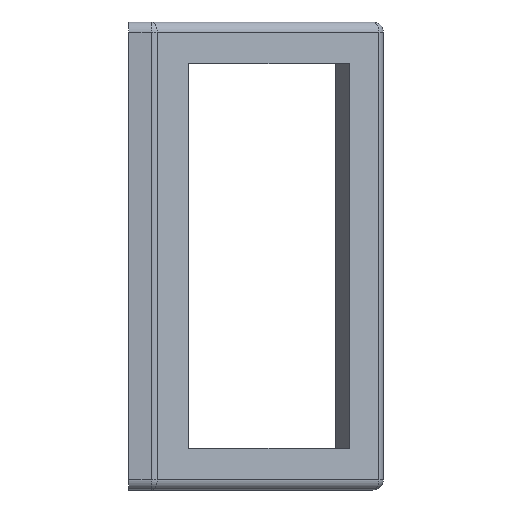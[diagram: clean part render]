
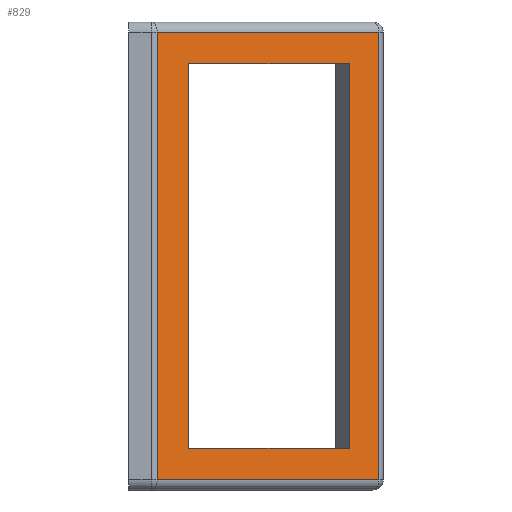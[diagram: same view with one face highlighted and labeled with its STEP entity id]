
A CAD part, front view. The second image highlights one B-rep face of the part: STEP entity #829.
In plain terms, the highlighted planar face has unit normal (0.573, -0.82, 0).
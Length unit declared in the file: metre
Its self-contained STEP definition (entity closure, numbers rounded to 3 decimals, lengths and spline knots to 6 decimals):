
#67=ORIENTED_EDGE('',*,*,#307,.T.);
#68=ORIENTED_EDGE('',*,*,#308,.T.);
#69=ORIENTED_EDGE('',*,*,#309,.T.);
#70=ORIENTED_EDGE('',*,*,#310,.T.);
#71=ORIENTED_EDGE('',*,*,#311,.T.);
#72=ORIENTED_EDGE('',*,*,#312,.T.);
#73=ORIENTED_EDGE('',*,*,#313,.T.);
#74=ORIENTED_EDGE('',*,*,#314,.T.);
#307=EDGE_CURVE('',#427,#428,#501,.F.);
#308=EDGE_CURVE('',#428,#429,#502,.T.);
#309=EDGE_CURVE('',#429,#430,#503,.T.);
#310=EDGE_CURVE('',#430,#427,#504,.F.);
#311=EDGE_CURVE('',#431,#432,#505,.T.);
#312=EDGE_CURVE('',#432,#433,#506,.T.);
#313=EDGE_CURVE('',#433,#434,#507,.T.);
#314=EDGE_CURVE('',#434,#431,#508,.T.);
#427=VERTEX_POINT('',#1231);
#428=VERTEX_POINT('',#1232);
#429=VERTEX_POINT('',#1234);
#430=VERTEX_POINT('',#1236);
#431=VERTEX_POINT('',#1239);
#432=VERTEX_POINT('',#1240);
#433=VERTEX_POINT('',#1242);
#434=VERTEX_POINT('',#1244);
#501=LINE('',#1230,#595);
#502=LINE('',#1233,#596);
#503=LINE('',#1235,#597);
#504=LINE('',#1237,#598);
#505=LINE('',#1238,#599);
#506=LINE('',#1241,#600);
#507=LINE('',#1243,#601);
#508=LINE('',#1245,#602);
#595=VECTOR('',#979,1.);
#596=VECTOR('',#980,1.);
#597=VECTOR('',#981,1.);
#598=VECTOR('',#982,1.);
#599=VECTOR('',#983,1.);
#600=VECTOR('',#984,1.);
#601=VECTOR('',#985,1.);
#602=VECTOR('',#986,1.);
#681=EDGE_LOOP('',(#67,#68,#69,#70));
#682=EDGE_LOOP('',(#71,#72,#73,#74));
#741=FACE_BOUND('',#681,.T.);
#742=FACE_BOUND('',#682,.T.);
#800=PLANE('',#890);
#829=ADVANCED_FACE('',(#741,#742),#800,.T.);
#890=AXIS2_PLACEMENT_3D('',#1229,#977,#978);
#977=DIRECTION('',(0.573,-0.82,0.));
#978=DIRECTION('',(0.82,0.573,0.));
#979=DIRECTION('',(0.,0.,-1.));
#980=DIRECTION('',(-0.82,-0.573,0.));
#981=DIRECTION('',(0.,0.,-1.));
#982=DIRECTION('',(-0.82,-0.573,0.));
#983=DIRECTION('',(-0.82,-0.573,0.));
#984=DIRECTION('',(0.,0.,1.));
#985=DIRECTION('',(0.82,0.573,0.));
#986=DIRECTION('',(0.,0.,-1.));
#1229=CARTESIAN_POINT('',(0.038609,0.003992,0.09));
#1230=CARTESIAN_POINT('',(0.059754,0.018758,0.09));
#1231=CARTESIAN_POINT('',(0.059754,0.018758,0.002));
#1232=CARTESIAN_POINT('',(0.059754,0.018758,0.088));
#1233=CARTESIAN_POINT('',(0.038609,0.003992,0.088));
#1234=CARTESIAN_POINT('',(0.017125,-0.011012,0.088));
#1235=CARTESIAN_POINT('',(0.017125,-0.011012,0.));
#1236=CARTESIAN_POINT('',(0.017125,-0.011012,0.002));
#1237=CARTESIAN_POINT('',(0.060609,0.019355,0.002));
#1238=CARTESIAN_POINT('',(0.038609,0.003992,0.008));
#1239=CARTESIAN_POINT('',(0.05405,0.014775,0.008));
#1240=CARTESIAN_POINT('',(0.023168,-0.006792,0.008));
#1241=CARTESIAN_POINT('',(0.023168,-0.006792,0.045));
#1242=CARTESIAN_POINT('',(0.023168,-0.006792,0.082));
#1243=CARTESIAN_POINT('',(0.038609,0.003992,0.082));
#1244=CARTESIAN_POINT('',(0.05405,0.014775,0.082));
#1245=CARTESIAN_POINT('',(0.05405,0.014775,0.045));
